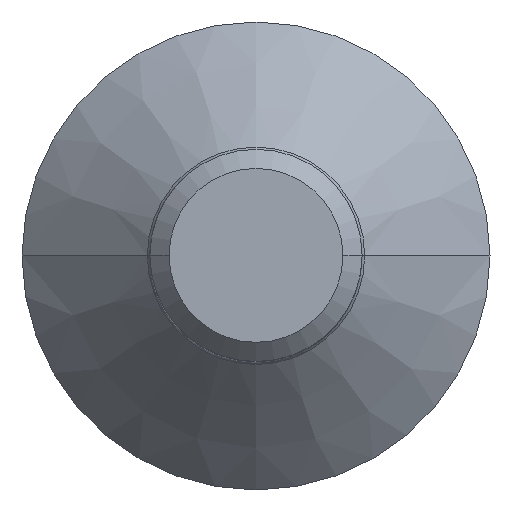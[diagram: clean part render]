
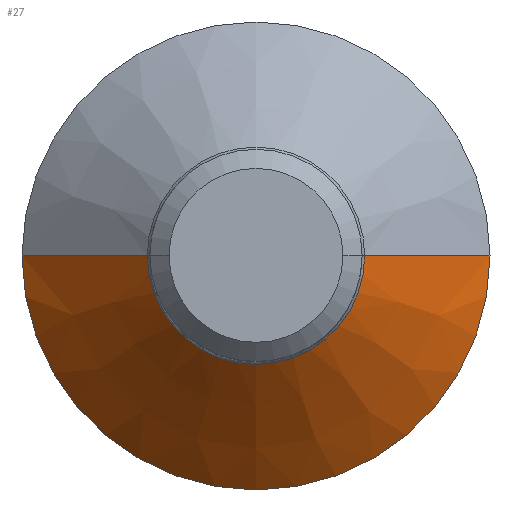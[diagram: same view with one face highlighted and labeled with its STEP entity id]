
A CAD part, top view. The second image highlights one B-rep face of the part: STEP entity #27.
In plain terms, the highlighted conical face has half-angle 45 degrees and reference radius 6.616 mm.
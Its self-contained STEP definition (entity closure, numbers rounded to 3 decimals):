
#18 = VECTOR ( 'NONE', #133, 1000. ) ;
#27 = ADVANCED_FACE ( 'NONE', ( #536 ), #55, .T. ) ;
#47 = CIRCLE ( 'NONE', #445, 3.073 ) ;
#55 = CONICAL_SURFACE ( 'NONE', #756, 6.616, 0.785 ) ;
#80 = EDGE_CURVE ( 'NONE', #299, #253, #137, .T. ) ;
#99 = CARTESIAN_POINT ( 'NONE',  ( 0., 0., 0. ) ) ;
#124 = CARTESIAN_POINT ( 'NONE',  ( -3.073, 0., 3.543 ) ) ;
#133 = DIRECTION ( 'NONE',  ( 0.707, 0., -0.707 ) ) ;
#137 = CIRCLE ( 'NONE', #519, 6.616 ) ;
#144 = DIRECTION ( 'NONE',  ( 0., 0., -1. ) ) ;
#149 = ORIENTED_EDGE ( 'NONE', *, *, #80, .F. ) ;
#161 = EDGE_LOOP ( 'NONE', ( #183, #559, #405, #149 ) ) ;
#183 = ORIENTED_EDGE ( 'NONE', *, *, #705, .F. ) ;
#192 = CARTESIAN_POINT ( 'NONE',  ( -6.616, 0., 0. ) ) ;
#213 = LINE ( 'NONE', #861, #18 ) ;
#228 = DIRECTION ( 'NONE',  ( -1., 0., 0. ) ) ;
#253 = VERTEX_POINT ( 'NONE', #650 ) ;
#280 = EDGE_CURVE ( 'NONE', #654, #690, #47, .T. ) ;
#299 = VERTEX_POINT ( 'NONE', #520 ) ;
#327 = CARTESIAN_POINT ( 'NONE',  ( 0., 0., 3.543 ) ) ;
#397 = CARTESIAN_POINT ( 'NONE',  ( 0., 0., 0. ) ) ;
#405 = ORIENTED_EDGE ( 'NONE', *, *, #674, .T. ) ;
#416 = DIRECTION ( 'NONE',  ( 0., 0., -1. ) ) ;
#445 = AXIS2_PLACEMENT_3D ( 'NONE', #327, #144, #802 ) ;
#451 = CARTESIAN_POINT ( 'NONE',  ( 3.073, 0., 3.543 ) ) ;
#519 = AXIS2_PLACEMENT_3D ( 'NONE', #397, #673, #805 ) ;
#520 = CARTESIAN_POINT ( 'NONE',  ( 6.616, 0., 0. ) ) ;
#536 = FACE_OUTER_BOUND ( 'NONE', #161, .T. ) ;
#559 = ORIENTED_EDGE ( 'NONE', *, *, #280, .T. ) ;
#650 = CARTESIAN_POINT ( 'NONE',  ( -6.616, 0., 0. ) ) ;
#653 = LINE ( 'NONE', #192, #748 ) ;
#654 = VERTEX_POINT ( 'NONE', #451 ) ;
#663 = DIRECTION ( 'NONE',  ( -0.707, 0., -0.707 ) ) ;
#673 = DIRECTION ( 'NONE',  ( 0., 0., -1. ) ) ;
#674 = EDGE_CURVE ( 'NONE', #690, #253, #653, .T. ) ;
#690 = VERTEX_POINT ( 'NONE', #124 ) ;
#705 = EDGE_CURVE ( 'NONE', #654, #299, #213, .T. ) ;
#748 = VECTOR ( 'NONE', #663, 1000. ) ;
#756 = AXIS2_PLACEMENT_3D ( 'NONE', #99, #416, #228 ) ;
#802 = DIRECTION ( 'NONE',  ( 0., 1., 0. ) ) ;
#805 = DIRECTION ( 'NONE',  ( -1., 0., 0. ) ) ;
#861 = CARTESIAN_POINT ( 'NONE',  ( 6.616, 0., 0. ) ) ;
